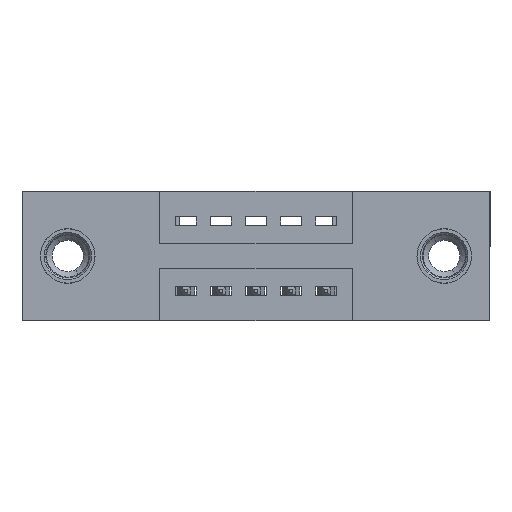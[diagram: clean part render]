
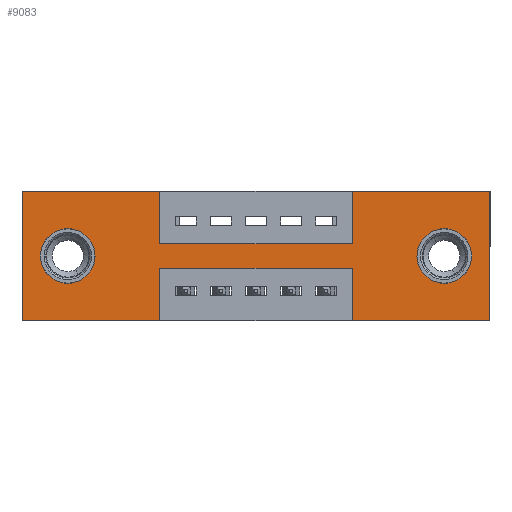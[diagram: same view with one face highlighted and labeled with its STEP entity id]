
A CAD part, front view. The second image highlights one B-rep face of the part: STEP entity #9083.
In plain terms, the highlighted planar face has unit normal (0, -1, 0).
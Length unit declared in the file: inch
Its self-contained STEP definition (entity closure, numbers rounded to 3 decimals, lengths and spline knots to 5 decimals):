
#21 = AXIS2_PLACEMENT_3D ( 'NONE', #7533, #9961, #2474 ) ;
#165 = EDGE_LOOP ( 'NONE', ( #4418, #10237 ) ) ;
#268 = EDGE_LOOP ( 'NONE', ( #632, #4822, #6627, #1585, #2731, #2022, #6563, #6066, #7582, #6931, #10856, #861 ) ) ;
#334 = DIRECTION ( 'NONE',  ( 1., 0., 0. ) ) ;
#363 = VERTEX_POINT ( 'NONE', #1359 ) ;
#512 = LINE ( 'NONE', #9417, #4106 ) ;
#570 = VECTOR ( 'NONE', #7762, 39.37008 ) ;
#632 = ORIENTED_EDGE ( 'NONE', *, *, #3933, .F. ) ;
#788 = DIRECTION ( 'NONE',  ( 0., 1., 0. ) ) ;
#813 = VECTOR ( 'NONE', #8339, 39.37008 ) ;
#861 = ORIENTED_EDGE ( 'NONE', *, *, #1632, .F. ) ;
#874 = VERTEX_POINT ( 'NONE', #3867 ) ;
#926 = DIRECTION ( 'NONE',  ( 0., 0., 1. ) ) ;
#940 = VECTOR ( 'NONE', #5543, 39.37008 ) ;
#981 = CARTESIAN_POINT ( 'NONE',  ( 0.9425, 0., -0.37 ) ) ;
#999 = EDGE_CURVE ( 'NONE', #6991, #1665, #3320, .T. ) ;
#1035 = CARTESIAN_POINT ( 'NONE',  ( 0.3925, 0., 0. ) ) ;
#1069 = CARTESIAN_POINT ( 'NONE',  ( 1.205, 0., -0.107 ) ) ;
#1177 = VECTOR ( 'NONE', #334, 39.37008 ) ;
#1359 = CARTESIAN_POINT ( 'NONE',  ( 0.9425, 0., -0.22 ) ) ;
#1368 = EDGE_LOOP ( 'NONE', ( #6849, #2031 ) ) ;
#1464 = CIRCLE ( 'NONE', #1568, 0.078 ) ;
#1568 = AXIS2_PLACEMENT_3D ( 'NONE', #3565, #9458, #3643 ) ;
#1585 = ORIENTED_EDGE ( 'NONE', *, *, #7024, .F. ) ;
#1632 = EDGE_CURVE ( 'NONE', #6556, #6179, #9373, .T. ) ;
#1639 = VERTEX_POINT ( 'NONE', #6883 ) ;
#1641 = VERTEX_POINT ( 'NONE', #1069 ) ;
#1649 = EDGE_CURVE ( 'NONE', #5117, #1641, #7116, .T. ) ;
#1665 = VERTEX_POINT ( 'NONE', #10390 ) ;
#1755 = CARTESIAN_POINT ( 'NONE',  ( 0.3925, 0., -0.22 ) ) ;
#1865 = VERTEX_POINT ( 'NONE', #5482 ) ;
#2022 = ORIENTED_EDGE ( 'NONE', *, *, #5080, .F. ) ;
#2031 = ORIENTED_EDGE ( 'NONE', *, *, #9784, .T. ) ;
#2083 = DIRECTION ( 'NONE',  ( 0., 1., 0. ) ) ;
#2181 = VECTOR ( 'NONE', #3795, 39.37008 ) ;
#2318 = VECTOR ( 'NONE', #6863, 39.37008 ) ;
#2336 = PLANE ( 'NONE',  #21 ) ;
#2462 = EDGE_CURVE ( 'NONE', #6179, #4970, #7760, .T. ) ;
#2474 = DIRECTION ( 'NONE',  ( 0., 0., -1. ) ) ;
#2562 = LINE ( 'NONE', #7205, #6247 ) ;
#2651 = EDGE_CURVE ( 'NONE', #7234, #363, #6609, .T. ) ;
#2731 = ORIENTED_EDGE ( 'NONE', *, *, #7804, .F. ) ;
#2758 = VECTOR ( 'NONE', #926, 39.37008 ) ;
#3006 = AXIS2_PLACEMENT_3D ( 'NONE', #4070, #6477, #7331 ) ;
#3314 = LINE ( 'NONE', #5039, #813 ) ;
#3320 = LINE ( 'NONE', #1035, #4387 ) ;
#3483 = FACE_BOUND ( 'NONE', #1368, .T. ) ;
#3565 = CARTESIAN_POINT ( 'NONE',  ( 0.13, 0., -0.185 ) ) ;
#3635 = CARTESIAN_POINT ( 'NONE',  ( 0., 0., -0.37 ) ) ;
#3643 = DIRECTION ( 'NONE',  ( 0., 0., 1. ) ) ;
#3657 = CARTESIAN_POINT ( 'NONE',  ( 0.3925, 0., -0.37 ) ) ;
#3673 = EDGE_CURVE ( 'NONE', #4970, #6991, #10181, .T. ) ;
#3761 = CARTESIAN_POINT ( 'NONE',  ( 0., 0., 0. ) ) ;
#3791 = LINE ( 'NONE', #7946, #2181 ) ;
#3795 = DIRECTION ( 'NONE',  ( 0., 0., 1. ) ) ;
#3867 = CARTESIAN_POINT ( 'NONE',  ( 0.13, 0., -0.263 ) ) ;
#3933 = EDGE_CURVE ( 'NONE', #10806, #6556, #3314, .T. ) ;
#3960 = VERTEX_POINT ( 'NONE', #4135 ) ;
#3985 = CARTESIAN_POINT ( 'NONE',  ( 0.3925, 0., 0. ) ) ;
#4070 = CARTESIAN_POINT ( 'NONE',  ( 1.205, 0., -0.185 ) ) ;
#4106 = VECTOR ( 'NONE', #9490, 39.37008 ) ;
#4135 = CARTESIAN_POINT ( 'NONE',  ( 0.13, 0., -0.107 ) ) ;
#4387 = VECTOR ( 'NONE', #10260, 39.37008 ) ;
#4418 = ORIENTED_EDGE ( 'NONE', *, *, #8627, .T. ) ;
#4566 = LINE ( 'NONE', #5293, #2318 ) ;
#4697 = CARTESIAN_POINT ( 'NONE',  ( 1.205, 0., -0.263 ) ) ;
#4707 = CARTESIAN_POINT ( 'NONE',  ( 0., 0., 0. ) ) ;
#4822 = ORIENTED_EDGE ( 'NONE', *, *, #5402, .F. ) ;
#4970 = VERTEX_POINT ( 'NONE', #4707 ) ;
#5039 = CARTESIAN_POINT ( 'NONE',  ( 0.3925, 0., -0.37 ) ) ;
#5080 = EDGE_CURVE ( 'NONE', #1865, #7627, #5670, .T. ) ;
#5117 = VERTEX_POINT ( 'NONE', #4697 ) ;
#5293 = CARTESIAN_POINT ( 'NONE',  ( 0., 0., -0.37 ) ) ;
#5321 = CARTESIAN_POINT ( 'NONE',  ( 0.9425, 0., -0.15 ) ) ;
#5382 = EDGE_CURVE ( 'NONE', #1665, #8280, #512, .T. ) ;
#5402 = EDGE_CURVE ( 'NONE', #363, #10806, #5532, .T. ) ;
#5442 = AXIS2_PLACEMENT_3D ( 'NONE', #10874, #788, #5940 ) ;
#5446 = FACE_OUTER_BOUND ( 'NONE', #268, .T. ) ;
#5482 = CARTESIAN_POINT ( 'NONE',  ( 0.9425, 0., 0. ) ) ;
#5532 = LINE ( 'NONE', #1755, #8169 ) ;
#5543 = DIRECTION ( 'NONE',  ( 1., 0., 0. ) ) ;
#5670 = LINE ( 'NONE', #3761, #1177 ) ;
#5890 = EDGE_CURVE ( 'NONE', #3960, #874, #7754, .T. ) ;
#5940 = DIRECTION ( 'NONE',  ( 0., 0., 1. ) ) ;
#6066 = ORIENTED_EDGE ( 'NONE', *, *, #5382, .F. ) ;
#6179 = VERTEX_POINT ( 'NONE', #7851 ) ;
#6247 = VECTOR ( 'NONE', #9728, 39.37008 ) ;
#6477 = DIRECTION ( 'NONE',  ( 0., 1., 0. ) ) ;
#6556 = VERTEX_POINT ( 'NONE', #3657 ) ;
#6563 = ORIENTED_EDGE ( 'NONE', *, *, #7106, .F. ) ;
#6609 = LINE ( 'NONE', #981, #570 ) ;
#6627 = ORIENTED_EDGE ( 'NONE', *, *, #2651, .F. ) ;
#6648 = CARTESIAN_POINT ( 'NONE',  ( 0.3925, 0., -0.22 ) ) ;
#6849 = ORIENTED_EDGE ( 'NONE', *, *, #5890, .T. ) ;
#6863 = DIRECTION ( 'NONE',  ( -1., 0., 0. ) ) ;
#6883 = CARTESIAN_POINT ( 'NONE',  ( 1.335, 0., -0.37 ) ) ;
#6931 = ORIENTED_EDGE ( 'NONE', *, *, #3673, .F. ) ;
#6990 = VECTOR ( 'NONE', #9534, 39.37008 ) ;
#6991 = VERTEX_POINT ( 'NONE', #3985 ) ;
#7024 = EDGE_CURVE ( 'NONE', #1639, #7234, #4566, .T. ) ;
#7106 = EDGE_CURVE ( 'NONE', #8280, #1865, #3791, .T. ) ;
#7116 = CIRCLE ( 'NONE', #9048, 0.078 ) ;
#7205 = CARTESIAN_POINT ( 'NONE',  ( 1.335, 0., 0. ) ) ;
#7234 = VERTEX_POINT ( 'NONE', #7243 ) ;
#7243 = CARTESIAN_POINT ( 'NONE',  ( 0.9425, 0., -0.37 ) ) ;
#7331 = DIRECTION ( 'NONE',  ( 0., 0., -1. ) ) ;
#7533 = CARTESIAN_POINT ( 'NONE',  ( 0., 0., -0.37 ) ) ;
#7582 = ORIENTED_EDGE ( 'NONE', *, *, #999, .F. ) ;
#7627 = VERTEX_POINT ( 'NONE', #10294 ) ;
#7754 = CIRCLE ( 'NONE', #5442, 0.078 ) ;
#7760 = LINE ( 'NONE', #7768, #2758 ) ;
#7762 = DIRECTION ( 'NONE',  ( 0., 0., 1. ) ) ;
#7768 = CARTESIAN_POINT ( 'NONE',  ( 0., 0., 0. ) ) ;
#7804 = EDGE_CURVE ( 'NONE', #7627, #1639, #2562, .T. ) ;
#7851 = CARTESIAN_POINT ( 'NONE',  ( 0., 0., -0.37 ) ) ;
#7946 = CARTESIAN_POINT ( 'NONE',  ( 0.9425, 0., 0. ) ) ;
#8169 = VECTOR ( 'NONE', #8541, 39.37008 ) ;
#8280 = VERTEX_POINT ( 'NONE', #5321 ) ;
#8339 = DIRECTION ( 'NONE',  ( 0., 0., -1. ) ) ;
#8541 = DIRECTION ( 'NONE',  ( -1., 0., 0. ) ) ;
#8627 = EDGE_CURVE ( 'NONE', #1641, #5117, #8880, .T. ) ;
#8684 = CARTESIAN_POINT ( 'NONE',  ( 1.205, 0., -0.185 ) ) ;
#8880 = CIRCLE ( 'NONE', #3006, 0.078 ) ;
#9048 = AXIS2_PLACEMENT_3D ( 'NONE', #8684, #2083, #9556 ) ;
#9083 = ADVANCED_FACE ( 'NONE', ( #10841, #3483, #5446 ), #2336, .T. ) ;
#9373 = LINE ( 'NONE', #3635, #6990 ) ;
#9417 = CARTESIAN_POINT ( 'NONE',  ( 0.3925, 0., -0.15 ) ) ;
#9458 = DIRECTION ( 'NONE',  ( 0., 1., 0. ) ) ;
#9490 = DIRECTION ( 'NONE',  ( 1., 0., 0. ) ) ;
#9534 = DIRECTION ( 'NONE',  ( -1., 0., 0. ) ) ;
#9556 = DIRECTION ( 'NONE',  ( 0., 0., -1. ) ) ;
#9728 = DIRECTION ( 'NONE',  ( 0., 0., -1. ) ) ;
#9784 = EDGE_CURVE ( 'NONE', #874, #3960, #1464, .T. ) ;
#9961 = DIRECTION ( 'NONE',  ( 0., -1., 0. ) ) ;
#10181 = LINE ( 'NONE', #10587, #940 ) ;
#10237 = ORIENTED_EDGE ( 'NONE', *, *, #1649, .T. ) ;
#10260 = DIRECTION ( 'NONE',  ( 0., 0., -1. ) ) ;
#10294 = CARTESIAN_POINT ( 'NONE',  ( 1.335, 0., 0. ) ) ;
#10390 = CARTESIAN_POINT ( 'NONE',  ( 0.3925, 0., -0.15 ) ) ;
#10587 = CARTESIAN_POINT ( 'NONE',  ( 0., 0., 0. ) ) ;
#10806 = VERTEX_POINT ( 'NONE', #6648 ) ;
#10841 = FACE_BOUND ( 'NONE', #165, .T. ) ;
#10856 = ORIENTED_EDGE ( 'NONE', *, *, #2462, .F. ) ;
#10874 = CARTESIAN_POINT ( 'NONE',  ( 0.13, 0., -0.185 ) ) ;
